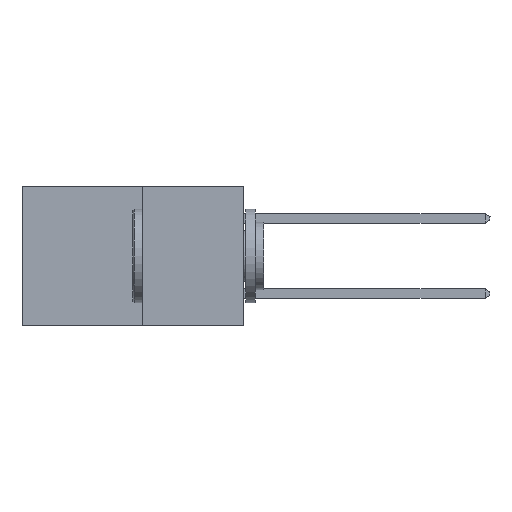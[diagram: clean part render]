
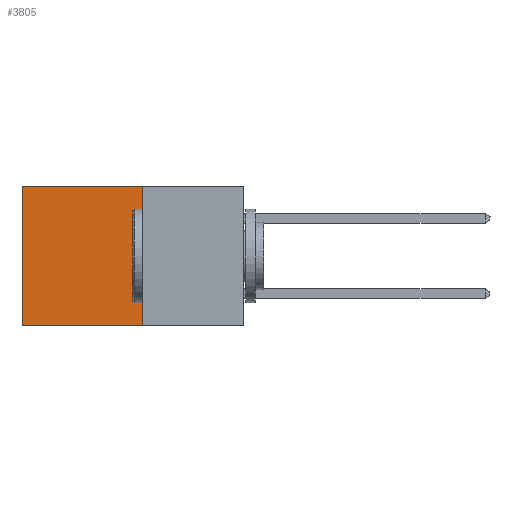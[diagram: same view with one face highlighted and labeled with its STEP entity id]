
A CAD part, left-side view. The second image highlights one B-rep face of the part: STEP entity #3805.
In plain terms, the highlighted planar face has unit normal (-1, 0, 0).
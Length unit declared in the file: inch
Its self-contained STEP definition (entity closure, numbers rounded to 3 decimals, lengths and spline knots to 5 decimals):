
#523 = VERTEX_POINT ( 'NONE', #12971 ) ;
#754 = CARTESIAN_POINT ( 'NONE',  ( 0.277, 0.27, -0.37 ) ) ;
#934 = CARTESIAN_POINT ( 'NONE',  ( 0.277, 0.27, -0.37 ) ) ;
#1482 = CARTESIAN_POINT ( 'NONE',  ( 0.277, 0.27, -0.37 ) ) ;
#1614 = LINE ( 'NONE', #10835, #4244 ) ;
#2309 = EDGE_CURVE ( 'NONE', #6915, #523, #7562, .T. ) ;
#3026 = VERTEX_POINT ( 'NONE', #11801 ) ;
#3805 = ADVANCED_FACE ( 'NONE', ( #13006 ), #8257, .F. ) ;
#3869 = LINE ( 'NONE', #11901, #9358 ) ;
#4244 = VECTOR ( 'NONE', #10880, 39.37008 ) ;
#4287 = VECTOR ( 'NONE', #6316, 39.37008 ) ;
#4601 = ORIENTED_EDGE ( 'NONE', *, *, #5603, .T. ) ;
#4735 = EDGE_CURVE ( 'NONE', #7452, #6915, #1614, .T. ) ;
#5603 = EDGE_CURVE ( 'NONE', #7452, #3026, #3869, .T. ) ;
#5720 = EDGE_CURVE ( 'NONE', #3026, #523, #13446, .T. ) ;
#5985 = ORIENTED_EDGE ( 'NONE', *, *, #2309, .F. ) ;
#6316 = DIRECTION ( 'NONE',  ( 0., 1., 0. ) ) ;
#6800 = ORIENTED_EDGE ( 'NONE', *, *, #4735, .F. ) ;
#6915 = VERTEX_POINT ( 'NONE', #934 ) ;
#7317 = VECTOR ( 'NONE', #10413, 39.37008 ) ;
#7452 = VERTEX_POINT ( 'NONE', #14016 ) ;
#7562 = LINE ( 'NONE', #754, #4287 ) ;
#8257 = PLANE ( 'NONE',  #11700 ) ;
#8352 = ORIENTED_EDGE ( 'NONE', *, *, #5720, .T. ) ;
#8565 = EDGE_LOOP ( 'NONE', ( #8352, #5985, #6800, #4601 ) ) ;
#9358 = VECTOR ( 'NONE', #11874, 39.37008 ) ;
#10109 = DIRECTION ( 'NONE',  ( 1., 0., 0. ) ) ;
#10413 = DIRECTION ( 'NONE',  ( 0., 0., -1. ) ) ;
#10587 = CARTESIAN_POINT ( 'NONE',  ( 0.277, 0.59, -0.37 ) ) ;
#10835 = CARTESIAN_POINT ( 'NONE',  ( 0.277, 0.27, -0.37 ) ) ;
#10880 = DIRECTION ( 'NONE',  ( 0., 0., -1. ) ) ;
#11700 = AXIS2_PLACEMENT_3D ( 'NONE', #1482, #10109, #12588 ) ;
#11801 = CARTESIAN_POINT ( 'NONE',  ( 0.277, 0.59, 0. ) ) ;
#11874 = DIRECTION ( 'NONE',  ( 0., 1., 0. ) ) ;
#11901 = CARTESIAN_POINT ( 'NONE',  ( 0.277, 0.27, 0. ) ) ;
#12588 = DIRECTION ( 'NONE',  ( 0., 0., -1. ) ) ;
#12971 = CARTESIAN_POINT ( 'NONE',  ( 0.277, 0.59, -0.37 ) ) ;
#13006 = FACE_OUTER_BOUND ( 'NONE', #8565, .T. ) ;
#13446 = LINE ( 'NONE', #10587, #7317 ) ;
#14016 = CARTESIAN_POINT ( 'NONE',  ( 0.277, 0.27, 0. ) ) ;
